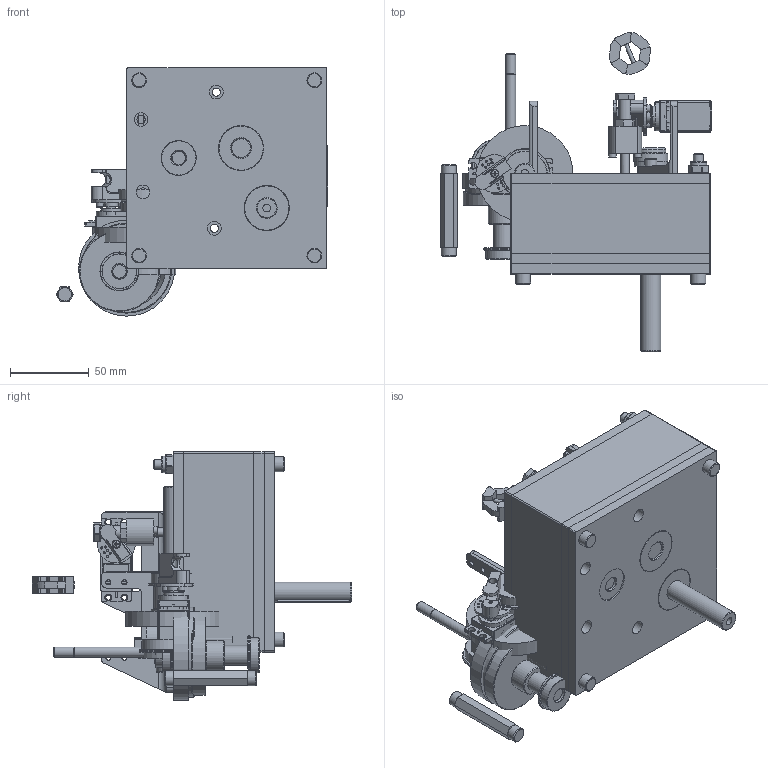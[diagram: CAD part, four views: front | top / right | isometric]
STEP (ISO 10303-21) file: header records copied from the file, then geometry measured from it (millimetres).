
FILE_DESCRIPTION( ( 'Unknown' ), '1' );
FILE_NAME( 'super-shifter-asm-servo.stp', 'Unknown', ( 'Unknown' ), ( 'Unknown' ), 'XStep 1.0', 'Unknown', ' ' );
FILE_SCHEMA( ( 'CONFIG_CONTROL_DESIGN' ) );
Length unit declared in the file: millimetre
Products named in the file (52): Hitec Servo no arm; SS_Cluster_shaft; SS_Output_shaft_assy; Shift-block; super_shifter_asm; Assem1; SS-servo-shift; amshifter2_d13; amshifter2_d11; 67353805 washer; fr-6-zz; super_d18; amshifter2_d21; super_d19; r3 bearing; amshifter2_d08; 0625x3125_roll_pin; 4-40x0500_shcs; amshifter2_d03; Screw2; Servo Screw; Hitec Servo; amshifter2_d09; amshifter2_d14; 67501726 0925x100 roll pin; 125x124x400_key; fr-8-zz; fr-6; super_d02; super_d07; r8 bearing; amshifter2_d05; super_d06; super_d08; super_d04; super_d11-v2; super_d05; super_d01; 14-20_nylock_nut; 14-20x3000_shcs ...
Bounding box: 172.36 x 202.38 x 157.48 mm (x, y, z)
Volume: 1611594.4 mm3; surface area: 715327.4 mm2
Topology: 187 solids, 187 shells, 4000 faces, 9759 edges, 6224 vertices
Faces by surface type: plane 1826, cylinder 1409, cone 506, sphere 133, torus 84, bspline 42
Full cylindrical faces by diameter (mm): 1.524 x13, 1.587 x8, 1.941 x6, 2.156 x14, 2.337 x8, 2.381 x4, 2.489 x6, 2.515 x4, 2.591 x4, 2.794 x12, 2.946 x6, 3.307 x12, 3.967 x12, 4.623 x12, 4.724 x4, 4.775 x9, 4.976 x13, 5.207 x18, 5.232 x3, 5.309 x4, 5.367 x6, 5.461 x4, 6.299 x3, 6.35 x12, 6.477 x2, 6.706 x21, 7.569 x3, 7.823 x5, 7.95 x2, 8.712 x12
Entity records: 30229 total; most frequent: CARTESIAN_POINT 5634, DIRECTION 4875, ORIENTED_EDGE 4080, EDGE_CURVE 2040, AXIS2_PLACEMENT_3D 1897, VERTEX_POINT 1432, EDGE_LOOP 1405, FACE_OUTER_BOUND 1100
